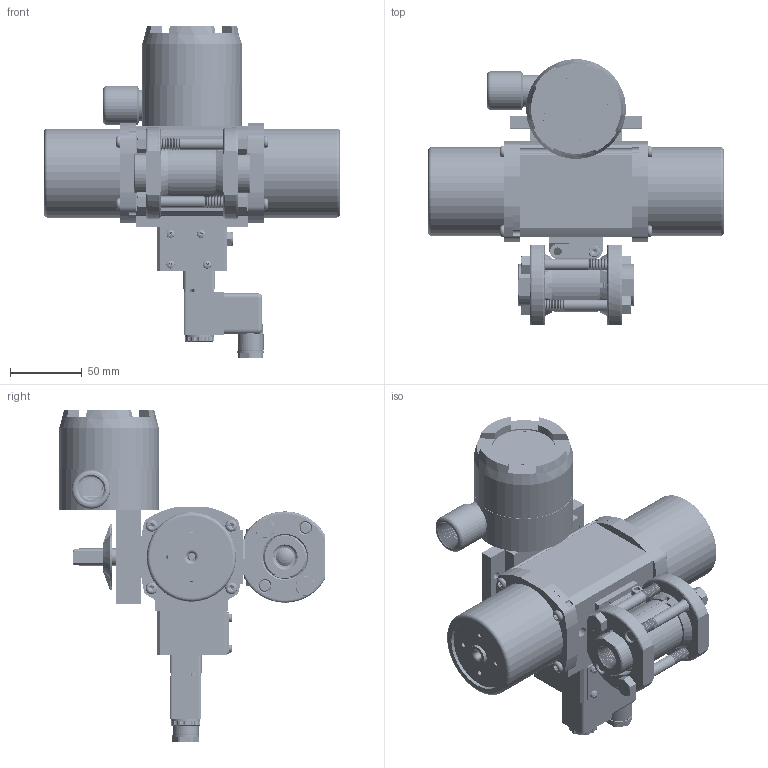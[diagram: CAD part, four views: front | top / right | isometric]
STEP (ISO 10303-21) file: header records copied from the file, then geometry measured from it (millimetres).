
FILE_DESCRIPTION (( 'STEP AP203' ), '1' );
FILE_NAME ('27XXSEFA512SR3GPDSLS.step', '2018-09-05T17:41:33', ( '' ), ( '' ), 'SwSTEP 2.0', 'SolidWorks 2018', '' );
FILE_SCHEMA (( 'CONFIG_CONTROL_DESIGN' ));
Products named in the file (1): 27XXSEFA512SR3GPDSLS
Bounding box: 206.12 x 184.85 x 231.11 mm (x, y, z)
Volume: 876858.2 mm3; surface area: 366168.8 mm2
Topology: 67 solids, 67 shells, 6481 faces, 17337 edges, 11063 vertices
Faces by surface type: cylinder 3143, cone 2044, plane 916, torus 218, bspline 146, sphere 14
Entity records: 262673 total; most frequent: CARTESIAN_POINT 105122, ORIENTED_EDGE 34362, DIRECTION 33300, EDGE_CURVE 17181, AXIS2_PLACEMENT_3D 13508, VERTEX_POINT 11059, CIRCLE 7172, EDGE_LOOP 6972
